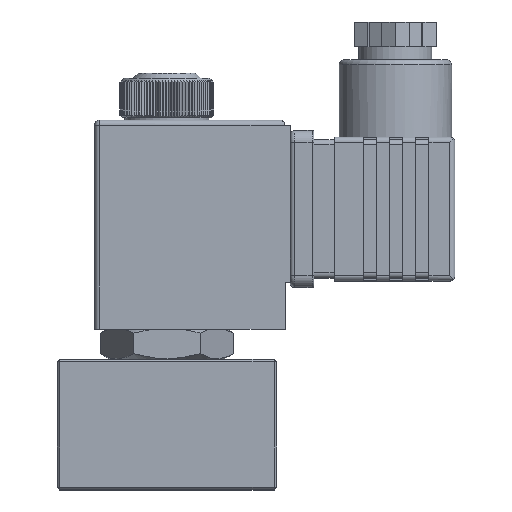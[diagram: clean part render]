
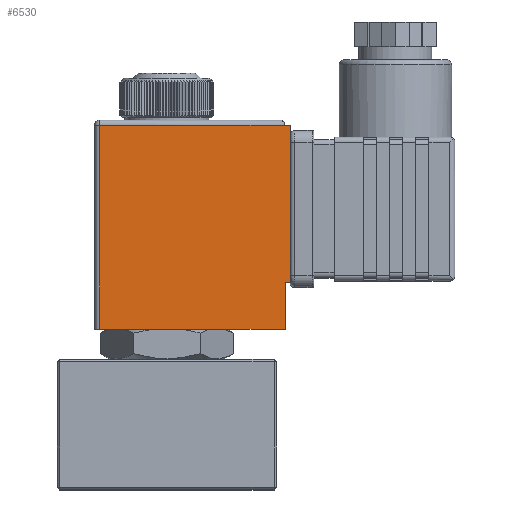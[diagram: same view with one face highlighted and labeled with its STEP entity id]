
A CAD part, top view. The second image highlights one B-rep face of the part: STEP entity #6530.
In plain terms, the highlighted planar face has unit normal (0, 0, 1).
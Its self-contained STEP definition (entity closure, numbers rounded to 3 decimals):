
#6171=CARTESIAN_POINT('',(23.6,29.7,14.75));
#6172=VERTEX_POINT('',#6171);
#6179=CARTESIAN_POINT('',(22.6,29.7,14.75));
#6180=VERTEX_POINT('',#6179);
#6181=CARTESIAN_POINT('',(22.6,29.7,14.75));
#6182=DIRECTION('',(1.0,0.0,0.0));
#6183=VECTOR('',#6182,1.0);
#6184=LINE('',#6181,#6183);
#6185=EDGE_CURVE('',#6180,#6172,#6184,.T.);
#6209=CARTESIAN_POINT('',(23.6,59.7,14.75));
#6210=VERTEX_POINT('',#6209);
#6217=CARTESIAN_POINT('',(23.6,29.7,14.75));
#6218=DIRECTION('',(0.0,1.0,0.0));
#6219=VECTOR('',#6218,30.);
#6220=LINE('',#6217,#6219);
#6221=EDGE_CURVE('',#6172,#6210,#6220,.T.);
#6272=CARTESIAN_POINT('',(22.6,20.7,14.75));
#6273=VERTEX_POINT('',#6272);
#6274=CARTESIAN_POINT('',(22.6,20.7,14.75));
#6275=DIRECTION('',(0.0,1.0,0.0));
#6276=VECTOR('',#6275,9.0);
#6277=LINE('',#6274,#6276);
#6278=EDGE_CURVE('',#6273,#6180,#6277,.T.);
#6320=CARTESIAN_POINT('',(-12.8,20.7,14.75));
#6321=VERTEX_POINT('',#6320);
#6322=CARTESIAN_POINT('',(-12.8,20.7,14.75));
#6323=DIRECTION('',(1.0,0.0,0.0));
#6324=VECTOR('',#6323,35.4);
#6325=LINE('',#6322,#6324);
#6326=EDGE_CURVE('',#6321,#6273,#6325,.T.);
#6436=CARTESIAN_POINT('',(-12.8,59.7,14.75));
#6437=VERTEX_POINT('',#6436);
#6447=CARTESIAN_POINT('',(-12.8,59.7,14.75));
#6448=DIRECTION('',(0.0,-1.0,0.0));
#6449=VECTOR('',#6448,39.0);
#6450=LINE('',#6447,#6449);
#6451=EDGE_CURVE('',#6437,#6321,#6450,.T.);
#6462=CARTESIAN_POINT('',(22.6,59.7,14.75));
#6463=VERTEX_POINT('',#6462);
#6501=CARTESIAN_POINT('',(23.6,59.7,14.75));
#6502=DIRECTION('',(-1.0,0.0,0.0));
#6503=VECTOR('',#6502,1.0);
#6504=LINE('',#6501,#6503);
#6505=EDGE_CURVE('',#6210,#6463,#6504,.T.);
#6511=CARTESIAN_POINT('',(-12.8,59.7,14.75));
#6512=DIRECTION('',(0.0,0.0,1.0));
#6513=DIRECTION('',(1.0,0.0,0.0));
#6514=AXIS2_PLACEMENT_3D('',#6511,#6512,#6513);
#6515=PLANE('',#6514);
#6516=CARTESIAN_POINT('',(22.6,59.7,14.75));
#6517=DIRECTION('',(-1.0,0.0,0.0));
#6518=VECTOR('',#6517,35.4);
#6519=LINE('',#6516,#6518);
#6520=EDGE_CURVE('',#6463,#6437,#6519,.T.);
#6521=ORIENTED_EDGE('',*,*,#6520,.T.);
#6522=ORIENTED_EDGE('',*,*,#6451,.T.);
#6523=ORIENTED_EDGE('',*,*,#6326,.T.);
#6524=ORIENTED_EDGE('',*,*,#6278,.T.);
#6525=ORIENTED_EDGE('',*,*,#6185,.T.);
#6526=ORIENTED_EDGE('',*,*,#6221,.T.);
#6527=ORIENTED_EDGE('',*,*,#6505,.T.);
#6528=EDGE_LOOP('',(#6521,#6522,#6523,#6524,#6525,#6526,#6527));
#6529=FACE_OUTER_BOUND('',#6528,.T.);
#6530=ADVANCED_FACE('',(#6529),#6515,.T.);
